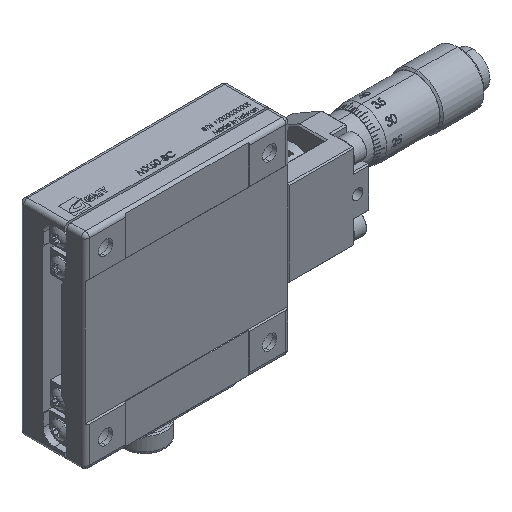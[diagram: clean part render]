
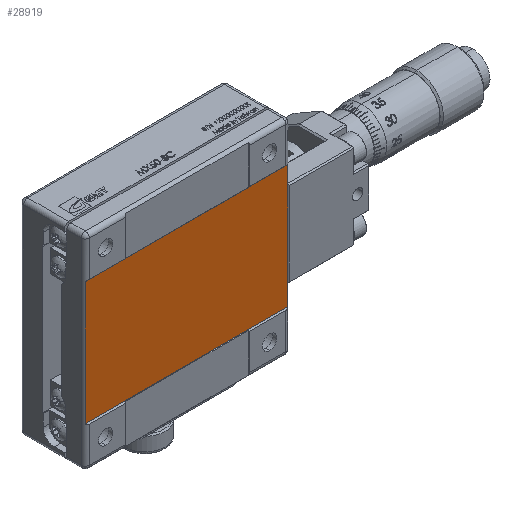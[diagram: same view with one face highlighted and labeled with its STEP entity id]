
A CAD part, isometric view. The second image highlights one B-rep face of the part: STEP entity #28919.
In plain terms, the highlighted planar face has unit normal (0, -1, 0).
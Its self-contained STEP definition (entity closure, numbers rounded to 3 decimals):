
#5317 = VECTOR ( 'NONE', #26956, 1000. ) ;
#6403 = DIRECTION ( 'NONE',  ( 1., 0., 0. ) ) ;
#6707 = EDGE_CURVE ( 'NONE', #53300, #52810, #57145, .T. ) ;
#6741 = LINE ( 'NONE', #21116, #39095 ) ;
#9715 = VERTEX_POINT ( 'NONE', #66492 ) ;
#19040 = VECTOR ( 'NONE', #70098, 1000. ) ;
#19291 = EDGE_CURVE ( 'NONE', #52810, #9715, #36403, .T. ) ;
#20944 = EDGE_CURVE ( 'NONE', #9715, #25036, #70902, .T. ) ;
#21116 = CARTESIAN_POINT ( 'NONE',  ( 10.994, -18.778, 12.064 ) ) ;
#22128 = EDGE_CURVE ( 'NONE', #53300, #25036, #6741, .T. ) ;
#25036 = VERTEX_POINT ( 'NONE', #69597 ) ;
#26668 = CARTESIAN_POINT ( 'NONE',  ( 11.279, -18.778, 12.064 ) ) ;
#26956 = DIRECTION ( 'NONE',  ( 0., 0., -1. ) ) ;
#28919 = ADVANCED_FACE ( 'NONE', ( #64342 ), #79913, .T. ) ;
#30557 = CARTESIAN_POINT ( 'NONE',  ( 10.994, -18.778, -17.936 ) ) ;
#34252 = ORIENTED_EDGE ( 'NONE', *, *, #20944, .T. ) ;
#36403 = LINE ( 'NONE', #30557, #55789 ) ;
#39095 = VECTOR ( 'NONE', #44849, 1000. ) ;
#39330 = AXIS2_PLACEMENT_3D ( 'NONE', #80082, #80191, #80264 ) ;
#40477 = CARTESIAN_POINT ( 'NONE',  ( 11.279, -18.778, 12.064 ) ) ;
#41711 = ORIENTED_EDGE ( 'NONE', *, *, #6707, .T. ) ;
#43472 = EDGE_LOOP ( 'NONE', ( #47624, #41711, #80005, #34252 ) ) ;
#44849 = DIRECTION ( 'NONE',  ( 1., 0., 0. ) ) ;
#47624 = ORIENTED_EDGE ( 'NONE', *, *, #22128, .F. ) ;
#52810 = VERTEX_POINT ( 'NONE', #80285 ) ;
#53300 = VERTEX_POINT ( 'NONE', #40477 ) ;
#55789 = VECTOR ( 'NONE', #6403, 1000. ) ;
#57145 = LINE ( 'NONE', #26668, #5317 ) ;
#61933 = CARTESIAN_POINT ( 'NONE',  ( 60.708, -18.778, -17.936 ) ) ;
#64342 = FACE_OUTER_BOUND ( 'NONE', #43472, .T. ) ;
#66492 = CARTESIAN_POINT ( 'NONE',  ( 60.708, -18.778, -17.936 ) ) ;
#69597 = CARTESIAN_POINT ( 'NONE',  ( 60.708, -18.778, 12.064 ) ) ;
#70098 = DIRECTION ( 'NONE',  ( 0., 0., 1. ) ) ;
#70902 = LINE ( 'NONE', #61933, #19040 ) ;
#79913 = PLANE ( 'NONE',  #39330 ) ;
#80005 = ORIENTED_EDGE ( 'NONE', *, *, #19291, .T. ) ;
#80082 = CARTESIAN_POINT ( 'NONE',  ( 10.994, -18.778, 12.064 ) ) ;
#80191 = DIRECTION ( 'NONE',  ( 0., -1., 0. ) ) ;
#80264 = DIRECTION ( 'NONE',  ( 0., 0., -1. ) ) ;
#80285 = CARTESIAN_POINT ( 'NONE',  ( 11.279, -18.778, -17.936 ) ) ;
